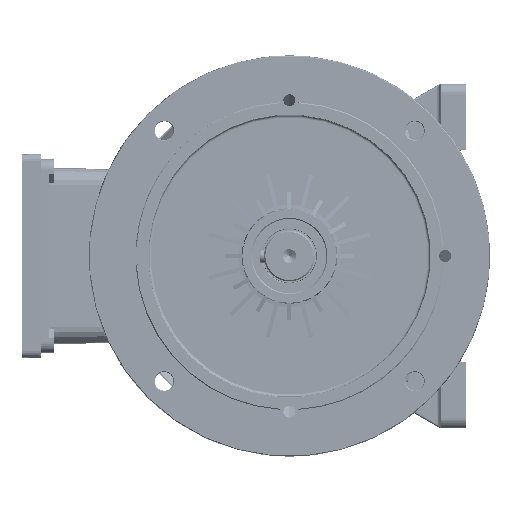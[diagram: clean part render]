
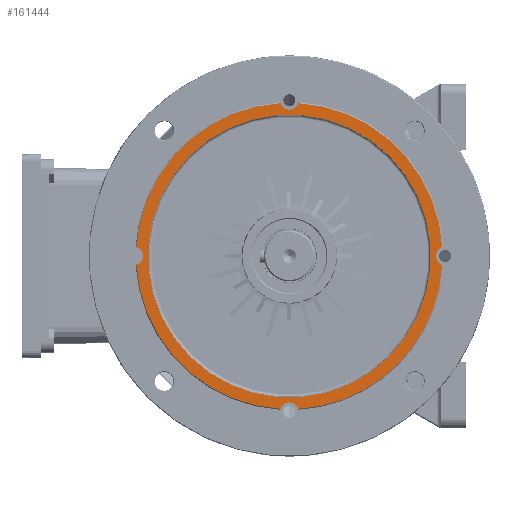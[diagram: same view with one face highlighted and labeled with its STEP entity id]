
A CAD part, left-side view. The second image highlights one B-rep face of the part: STEP entity #161444.
In plain terms, the highlighted face is planar.
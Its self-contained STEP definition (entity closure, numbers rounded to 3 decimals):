
#3346 = DIRECTION ( 'NONE',  ( 0., 0., 1. ) ) ;
#3423 = ORIENTED_EDGE ( 'NONE', *, *, #193151, .T. ) ;
#3951 = AXIS2_PLACEMENT_3D ( 'NONE', #92961, #160580, #29688 ) ;
#6133 = CARTESIAN_POINT ( 'NONE',  ( 10., 0., 105.75 ) ) ;
#6517 = CIRCLE ( 'NONE', #164090, 105.75 ) ;
#7287 = AXIS2_PLACEMENT_3D ( 'NONE', #208995, #43818, #30875 ) ;
#7871 = EDGE_CURVE ( 'NONE', #161963, #187106, #8599, .T. ) ;
#8599 = CIRCLE ( 'NONE', #166221, 114.5 ) ;
#14236 = ORIENTED_EDGE ( 'NONE', *, *, #123845, .F. ) ;
#14546 = DIRECTION ( 'NONE',  ( 1., 0., 0. ) ) ;
#15669 = EDGE_CURVE ( 'NONE', #53896, #92732, #91316, .T. ) ;
#17704 = CARTESIAN_POINT ( 'NONE',  ( 10., 115., 0. ) ) ;
#20233 = CARTESIAN_POINT ( 'NONE',  ( 10., -85.528, 76.127 ) ) ;
#21550 = CARTESIAN_POINT ( 'NONE',  ( 10., -82.378, -82.378 ) ) ;
#23078 = VERTEX_POINT ( 'NONE', #208400 ) ;
#25367 = DIRECTION ( 'NONE',  ( 0., -1., 0. ) ) ;
#26906 = DIRECTION ( 'NONE',  ( -1., 0., 0. ) ) ;
#27268 = DIRECTION ( 'NONE',  ( 0., 0., -1. ) ) ;
#27646 = CIRCLE ( 'NONE', #192121, 7. ) ;
#29688 = DIRECTION ( 'NONE',  ( 0., -1., 0. ) ) ;
#30875 = DIRECTION ( 'NONE',  ( 0., 1., 0. ) ) ;
#35273 = AXIS2_PLACEMENT_3D ( 'NONE', #138838, #87420, #167976 ) ;
#37361 = CIRCLE ( 'NONE', #160642, 7. ) ;
#37757 = DIRECTION ( 'NONE',  ( 1., 0., 0. ) ) ;
#41412 = FACE_BOUND ( 'NONE', #206137, .T. ) ;
#41642 = DIRECTION ( 'NONE',  ( -1., 0., 0. ) ) ;
#41908 = CARTESIAN_POINT ( 'NONE',  ( 10., 0., 0. ) ) ;
#43818 = DIRECTION ( 'NONE',  ( 1., 0., 0. ) ) ;
#44597 = DIRECTION ( 'NONE',  ( 1., 0., 0. ) ) ;
#45387 = ORIENTED_EDGE ( 'NONE', *, *, #75766, .F. ) ;
#45986 = VERTEX_POINT ( 'NONE', #20233 ) ;
#47223 = VERTEX_POINT ( 'NONE', #86838 ) ;
#47231 = AXIS2_PLACEMENT_3D ( 'NONE', #61623, #62681, #47641 ) ;
#47641 = DIRECTION ( 'NONE',  ( 0., 0., -1. ) ) ;
#48533 = ORIENTED_EDGE ( 'NONE', *, *, #125318, .T. ) ;
#48775 = DIRECTION ( 'NONE',  ( 1., 0., 0. ) ) ;
#50333 = AXIS2_PLACEMENT_3D ( 'NONE', #54905, #37757, #203966 ) ;
#53896 = VERTEX_POINT ( 'NONE', #154620 ) ;
#54905 = CARTESIAN_POINT ( 'NONE',  ( 10., 82.378, 82.378 ) ) ;
#56633 = DIRECTION ( 'NONE',  ( 0., 0., -1. ) ) ;
#58188 = CIRCLE ( 'NONE', #147296, 114.5 ) ;
#59624 = DIRECTION ( 'NONE',  ( 0., 0., -1. ) ) ;
#60504 = CARTESIAN_POINT ( 'NONE',  ( 10., 0., 0. ) ) ;
#60587 = EDGE_CURVE ( 'NONE', #92732, #133861, #27646, .T. ) ;
#61328 = EDGE_CURVE ( 'NONE', #47223, #187106, #168419, .T. ) ;
#61623 = CARTESIAN_POINT ( 'NONE',  ( 10., 0., 0. ) ) ;
#62157 = CARTESIAN_POINT ( 'NONE',  ( 10., 82.378, 82.378 ) ) ;
#62547 = ORIENTED_EDGE ( 'NONE', *, *, #93647, .T. ) ;
#62617 = ORIENTED_EDGE ( 'NONE', *, *, #116398, .F. ) ;
#62681 = DIRECTION ( 'NONE',  ( 1., 0., 0. ) ) ;
#64647 = CIRCLE ( 'NONE', #71399, 7. ) ;
#64742 = EDGE_CURVE ( 'NONE', #100031, #133861, #79804, .T. ) ;
#65980 = DIRECTION ( 'NONE',  ( 0., 0., -1. ) ) ;
#67975 = CARTESIAN_POINT ( 'NONE',  ( 10., -76.127, 85.528 ) ) ;
#69589 = AXIS2_PLACEMENT_3D ( 'NONE', #78133, #141455, #161811 ) ;
#71399 = AXIS2_PLACEMENT_3D ( 'NONE', #114184, #48775, #117382 ) ;
#71498 = CIRCLE ( 'NONE', #198314, 105.75 ) ;
#73089 = VERTEX_POINT ( 'NONE', #6133 ) ;
#74561 = VERTEX_POINT ( 'NONE', #166900 ) ;
#75333 = CARTESIAN_POINT ( 'NONE',  ( 10., -85.528, -76.127 ) ) ;
#75766 = EDGE_CURVE ( 'NONE', #100031, #147767, #134215, .T. ) ;
#77171 = DIRECTION ( 'NONE',  ( 1., 0., 0. ) ) ;
#78133 = CARTESIAN_POINT ( 'NONE',  ( 10., -82.378, 82.378 ) ) ;
#79804 = CIRCLE ( 'NONE', #35273, 114.5 ) ;
#81334 = CIRCLE ( 'NONE', #47231, 114.5 ) ;
#82788 = ORIENTED_EDGE ( 'NONE', *, *, #191926, .T. ) ;
#82979 = AXIS2_PLACEMENT_3D ( 'NONE', #118899, #170405, #56633 ) ;
#84131 = CARTESIAN_POINT ( 'NONE',  ( 10., 82.378, 75.378 ) ) ;
#86838 = CARTESIAN_POINT ( 'NONE',  ( 10., -82.378, 75.378 ) ) ;
#87420 = DIRECTION ( 'NONE',  ( 1., 0., 0. ) ) ;
#91316 = CIRCLE ( 'NONE', #50333, 7. ) ;
#92732 = VERTEX_POINT ( 'NONE', #84131 ) ;
#92733 = ORIENTED_EDGE ( 'NONE', *, *, #64742, .T. ) ;
#92961 = CARTESIAN_POINT ( 'NONE',  ( 10., 82.378, -82.378 ) ) ;
#93647 = EDGE_CURVE ( 'NONE', #73089, #23078, #71498, .T. ) ;
#97913 = EDGE_LOOP ( 'NONE', ( #178175, #211558, #120358, #14236, #48533, #62617, #45387, #92733, #153758, #144419, #82788, #187926, #203317 ) ) ;
#98854 = CARTESIAN_POINT ( 'NONE',  ( 10., 76.127, -85.528 ) ) ;
#100031 = VERTEX_POINT ( 'NONE', #156483 ) ;
#103816 = CIRCLE ( 'NONE', #82979, 114.5 ) ;
#106826 = PLANE ( 'NONE',  #193726 ) ;
#108133 = DIRECTION ( 'NONE',  ( 0., 0., -1. ) ) ;
#114184 = CARTESIAN_POINT ( 'NONE',  ( 10., -82.378, -82.378 ) ) ;
#116398 = EDGE_CURVE ( 'NONE', #147767, #176424, #37361, .T. ) ;
#116460 = AXIS2_PLACEMENT_3D ( 'NONE', #21550, #133127, #3346 ) ;
#117382 = DIRECTION ( 'NONE',  ( 0., 0., 1. ) ) ;
#118899 = CARTESIAN_POINT ( 'NONE',  ( 10., 0., 0. ) ) ;
#120358 = ORIENTED_EDGE ( 'NONE', *, *, #187653, .F. ) ;
#122324 = CARTESIAN_POINT ( 'NONE',  ( 10., -76.127, -85.528 ) ) ;
#123845 = EDGE_CURVE ( 'NONE', #183576, #74561, #64647, .T. ) ;
#125318 = EDGE_CURVE ( 'NONE', #183576, #176424, #58188, .T. ) ;
#133127 = DIRECTION ( 'NONE',  ( 1., 0., 0. ) ) ;
#133861 = VERTEX_POINT ( 'NONE', #198879 ) ;
#134215 = CIRCLE ( 'NONE', #3951, 7. ) ;
#135107 = CARTESIAN_POINT ( 'NONE',  ( 10., 82.378, -75.378 ) ) ;
#137174 = CARTESIAN_POINT ( 'NONE',  ( 10., 0., 0. ) ) ;
#138838 = CARTESIAN_POINT ( 'NONE',  ( 10., 0., 0. ) ) ;
#141455 = DIRECTION ( 'NONE',  ( 1., 0., 0. ) ) ;
#143668 = DIRECTION ( 'NONE',  ( 0., 0., -1. ) ) ;
#144419 = ORIENTED_EDGE ( 'NONE', *, *, #15669, .F. ) ;
#147296 = AXIS2_PLACEMENT_3D ( 'NONE', #172330, #44597, #59624 ) ;
#147767 = VERTEX_POINT ( 'NONE', #135107 ) ;
#153758 = ORIENTED_EDGE ( 'NONE', *, *, #60587, .F. ) ;
#154620 = CARTESIAN_POINT ( 'NONE',  ( 10., 76.127, 85.528 ) ) ;
#156483 = CARTESIAN_POINT ( 'NONE',  ( 10., 85.528, -76.127 ) ) ;
#156703 = DIRECTION ( 'NONE',  ( 0., 0., -1. ) ) ;
#160580 = DIRECTION ( 'NONE',  ( 1., 0., 0. ) ) ;
#160642 = AXIS2_PLACEMENT_3D ( 'NONE', #188440, #172353, #25367 ) ;
#161444 = ADVANCED_FACE ( 'NONE', ( #188425, #41412 ), #106826, .T. ) ;
#161811 = DIRECTION ( 'NONE',  ( 0., 1., 0. ) ) ;
#161963 = VERTEX_POINT ( 'NONE', #165505 ) ;
#164090 = AXIS2_PLACEMENT_3D ( 'NONE', #41908, #26906, #156703 ) ;
#165505 = CARTESIAN_POINT ( 'NONE',  ( 10., 0., 114.5 ) ) ;
#166221 = AXIS2_PLACEMENT_3D ( 'NONE', #60504, #174264, #27268 ) ;
#166900 = CARTESIAN_POINT ( 'NONE',  ( 10., -82.378, -75.378 ) ) ;
#167265 = EDGE_CURVE ( 'NONE', #45986, #183258, #103816, .T. ) ;
#167976 = DIRECTION ( 'NONE',  ( 0., 0., -1. ) ) ;
#168419 = CIRCLE ( 'NONE', #7287, 7. ) ;
#169013 = CIRCLE ( 'NONE', #69589, 7. ) ;
#170405 = DIRECTION ( 'NONE',  ( 1., 0., 0. ) ) ;
#172330 = CARTESIAN_POINT ( 'NONE',  ( 10., 0., 0. ) ) ;
#172353 = DIRECTION ( 'NONE',  ( 1., 0., 0. ) ) ;
#174264 = DIRECTION ( 'NONE',  ( 1., 0., 0. ) ) ;
#176424 = VERTEX_POINT ( 'NONE', #98854 ) ;
#178175 = ORIENTED_EDGE ( 'NONE', *, *, #206014, .F. ) ;
#183258 = VERTEX_POINT ( 'NONE', #75333 ) ;
#183576 = VERTEX_POINT ( 'NONE', #122324 ) ;
#184983 = CIRCLE ( 'NONE', #116460, 7. ) ;
#187106 = VERTEX_POINT ( 'NONE', #67975 ) ;
#187653 = EDGE_CURVE ( 'NONE', #74561, #183258, #184983, .T. ) ;
#187926 = ORIENTED_EDGE ( 'NONE', *, *, #7871, .T. ) ;
#188425 = FACE_OUTER_BOUND ( 'NONE', #97913, .T. ) ;
#188440 = CARTESIAN_POINT ( 'NONE',  ( 10., 82.378, -82.378 ) ) ;
#191926 = EDGE_CURVE ( 'NONE', #53896, #161963, #81334, .T. ) ;
#192121 = AXIS2_PLACEMENT_3D ( 'NONE', #62157, #77171, #143668 ) ;
#193151 = EDGE_CURVE ( 'NONE', #23078, #73089, #6517, .T. ) ;
#193726 = AXIS2_PLACEMENT_3D ( 'NONE', #17704, #14546, #65980 ) ;
#198314 = AXIS2_PLACEMENT_3D ( 'NONE', #137174, #41642, #108133 ) ;
#198879 = CARTESIAN_POINT ( 'NONE',  ( 10., 85.528, 76.127 ) ) ;
#203317 = ORIENTED_EDGE ( 'NONE', *, *, #61328, .F. ) ;
#203966 = DIRECTION ( 'NONE',  ( 0., 0., -1. ) ) ;
#206014 = EDGE_CURVE ( 'NONE', #45986, #47223, #169013, .T. ) ;
#206137 = EDGE_LOOP ( 'NONE', ( #3423, #62547 ) ) ;
#208400 = CARTESIAN_POINT ( 'NONE',  ( 10., 0., -105.75 ) ) ;
#208995 = CARTESIAN_POINT ( 'NONE',  ( 10., -82.378, 82.378 ) ) ;
#211558 = ORIENTED_EDGE ( 'NONE', *, *, #167265, .T. ) ;
